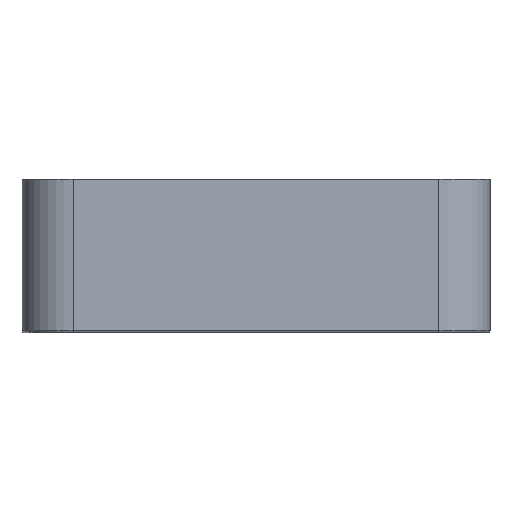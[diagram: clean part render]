
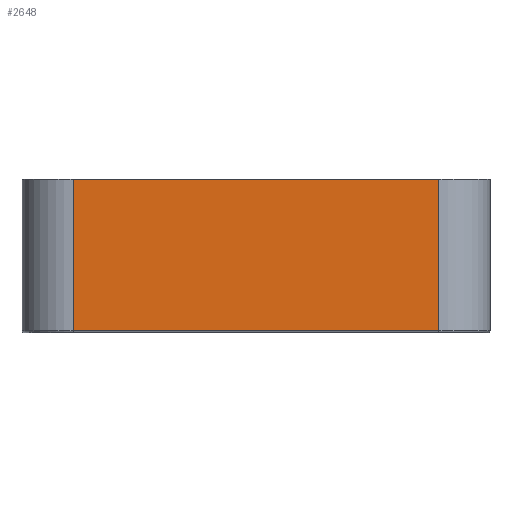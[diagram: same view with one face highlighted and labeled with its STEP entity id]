
A CAD part, left-side view. The second image highlights one B-rep face of the part: STEP entity #2648.
In plain terms, the highlighted planar face has unit normal (-1, 0, 0).
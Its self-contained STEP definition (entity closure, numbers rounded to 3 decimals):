
#2590=CARTESIAN_POINT('',(-48.387,-21.311,-29.009));
#2591=VERTEX_POINT('',#2590);
#2592=CARTESIAN_POINT('',(-48.387,-21.311,-46.701));
#2593=VERTEX_POINT('',#2592);
#2594=CARTESIAN_POINT('',(-48.387,-21.311,-29.009));
#2595=DIRECTION('',(0.,0.,-1.));
#2596=VECTOR('',#2595,17.691);
#2597=LINE('',#2594,#2596);
#2598=EDGE_CURVE('',#2591,#2593,#2597,.T.);
#2618=CARTESIAN_POINT('',(-48.387,0.,-34.962));
#2619=DIRECTION('',(-1.,0.,0.));
#2620=DIRECTION('',(0.,0.,1.));
#2621=AXIS2_PLACEMENT_3D('',#2618,#2619,#2620);
#2622=PLANE('',#2621);
#2623=CARTESIAN_POINT('',(-48.387,21.311,-29.009));
#2624=VERTEX_POINT('',#2623);
#2625=CARTESIAN_POINT('',(-48.387,21.311,-46.701));
#2626=VERTEX_POINT('',#2625);
#2627=CARTESIAN_POINT('',(-48.387,21.311,-29.009));
#2628=DIRECTION('',(-0.,-0.,-1.));
#2629=VECTOR('',#2628,17.691);
#2630=LINE('',#2627,#2629);
#2631=EDGE_CURVE('',#2624,#2626,#2630,.T.);
#2632=ORIENTED_EDGE('',*,*,#2631,.T.);
#2633=CARTESIAN_POINT('',(-48.387,21.311,-46.701));
#2634=DIRECTION('',(-0.,-1.,-0.));
#2635=VECTOR('',#2634,42.623);
#2636=LINE('',#2633,#2635);
#2637=EDGE_CURVE('',#2626,#2593,#2636,.T.);
#2638=ORIENTED_EDGE('',*,*,#2637,.T.);
#2639=ORIENTED_EDGE('',*,*,#2598,.F.);
#2640=CARTESIAN_POINT('',(-48.387,-21.311,-29.009));
#2641=DIRECTION('',(0.,1.,0.));
#2642=VECTOR('',#2641,42.623);
#2643=LINE('',#2640,#2642);
#2644=EDGE_CURVE('',#2591,#2624,#2643,.T.);
#2645=ORIENTED_EDGE('',*,*,#2644,.T.);
#2646=EDGE_LOOP('',(#2632,#2638,#2639,#2645));
#2647=FACE_BOUND('',#2646,.T.);
#2648=ADVANCED_FACE('',(#2647),#2622,.T.);
